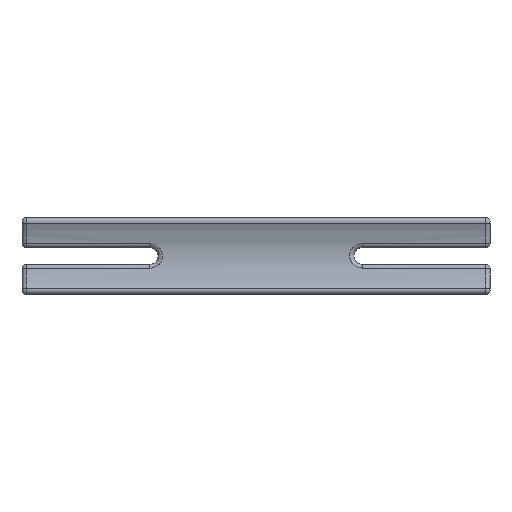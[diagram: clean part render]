
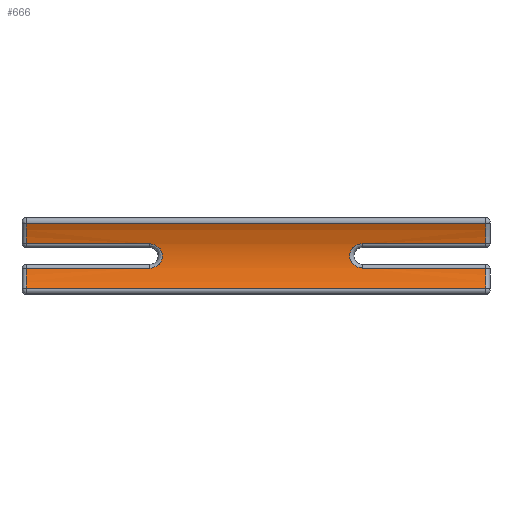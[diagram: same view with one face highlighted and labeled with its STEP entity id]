
A CAD part, top view. The second image highlights one B-rep face of the part: STEP entity #666.
In plain terms, the highlighted cylindrical face has radius 9 mm (diameter 18 mm), a partial arc.
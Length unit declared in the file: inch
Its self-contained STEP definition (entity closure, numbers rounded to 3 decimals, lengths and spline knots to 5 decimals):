
#359=FACE_OUTER_BOUND('',#1120,.T.);
#666=ADVANCED_FACE('',(#359),#943,.F.);
#943=CYLINDRICAL_SURFACE('',#4814,0.35433);
#1120=EDGE_LOOP('',(#2163,#2164,#2165,#2166,#2167,#2168,#2169,#2170,#2171,
#2172,#2173,#2174));
#1447=B_SPLINE_CURVE_WITH_KNOTS('',3,(#7917,#7918,#7919,#7920,#7921,#7922,
#7923,#7924,#7925,#7926,#7927,#7928,#7929,#7930,#7931,#7932,#7933,#7934,
#7935,#7936,#7937,#7938,#7939,#7940,#7941,#7942,#7943,#7944,#7945,#7946,
#7947),.UNSPECIFIED.,.F.,.F.,(4,3,3,3,3,3,3,3,3,3,4),(0.,0.038,
0.14812,0.25665,0.36215,0.46579,
0.56998,0.67589,0.78291,0.89086,1.),
 .UNSPECIFIED.);
#1448=B_SPLINE_CURVE_WITH_KNOTS('',3,(#7959,#7960,#7961,#7962,#7963,#7964,
#7965,#7966,#7967,#7968,#7969,#7970,#7971,#7972,#7973,#7974,#7975,#7976,
#7977,#7978,#7979,#7980,#7981,#7982,#7983,#7984,#7985,#7986,#7987,#7988,
#7989),.UNSPECIFIED.,.F.,.F.,(4,3,3,3,3,3,3,3,3,3,4),(0.,0.038,
0.14812,0.25665,0.36215,0.46579,
0.56998,0.67589,0.78291,0.89086,1.),
 .UNSPECIFIED.);
#1607=CIRCLE('',#4810,0.35433);
#1608=CIRCLE('',#4811,0.35433);
#1609=CIRCLE('',#4812,0.35433);
#1610=CIRCLE('',#4813,0.35433);
#2163=ORIENTED_EDGE('',*,*,#3887,.T.);
#2164=ORIENTED_EDGE('',*,*,#3888,.T.);
#2165=ORIENTED_EDGE('',*,*,#3889,.T.);
#2166=ORIENTED_EDGE('',*,*,#3890,.T.);
#2167=ORIENTED_EDGE('',*,*,#3891,.T.);
#2168=ORIENTED_EDGE('',*,*,#3892,.T.);
#2169=ORIENTED_EDGE('',*,*,#3893,.T.);
#2170=ORIENTED_EDGE('',*,*,#3894,.T.);
#2171=ORIENTED_EDGE('',*,*,#3895,.T.);
#2172=ORIENTED_EDGE('',*,*,#3896,.T.);
#2173=ORIENTED_EDGE('',*,*,#3897,.T.);
#2174=ORIENTED_EDGE('',*,*,#3898,.T.);
#3455=VERTEX_POINT('',#7913);
#3456=VERTEX_POINT('',#7914);
#3457=VERTEX_POINT('',#7916);
#3458=VERTEX_POINT('',#7948);
#3459=VERTEX_POINT('',#7950);
#3460=VERTEX_POINT('',#7952);
#3461=VERTEX_POINT('',#7954);
#3462=VERTEX_POINT('',#7956);
#3463=VERTEX_POINT('',#7958);
#3464=VERTEX_POINT('',#7990);
#3465=VERTEX_POINT('',#7992);
#3466=VERTEX_POINT('',#7994);
#3887=EDGE_CURVE('',#3455,#3456,#1607,.T.);
#3888=EDGE_CURVE('',#3456,#3457,#4445,.T.);
#3889=EDGE_CURVE('',#3457,#3458,#1447,.T.);
#3890=EDGE_CURVE('',#3458,#3459,#4446,.T.);
#3891=EDGE_CURVE('',#3459,#3460,#1608,.T.);
#3892=EDGE_CURVE('',#3460,#3461,#4447,.T.);
#3893=EDGE_CURVE('',#3461,#3462,#1609,.T.);
#3894=EDGE_CURVE('',#3462,#3463,#4448,.T.);
#3895=EDGE_CURVE('',#3463,#3464,#1448,.T.);
#3896=EDGE_CURVE('',#3464,#3465,#4449,.T.);
#3897=EDGE_CURVE('',#3465,#3466,#1610,.T.);
#3898=EDGE_CURVE('',#3466,#3455,#4450,.T.);
#4445=LINE('',#7915,#4637);
#4446=LINE('',#7949,#4638);
#4447=LINE('',#7953,#4639);
#4448=LINE('',#7957,#4640);
#4449=LINE('',#7991,#4641);
#4450=LINE('',#7995,#4642);
#4637=VECTOR('',#5573,1.);
#4638=VECTOR('',#5574,1.);
#4639=VECTOR('',#5577,1.);
#4640=VECTOR('',#5580,1.);
#4641=VECTOR('',#5581,1.);
#4642=VECTOR('',#5584,1.);
#4810=AXIS2_PLACEMENT_3D('',#7912,#5571,#5572);
#4811=AXIS2_PLACEMENT_3D('',#7951,#5575,#5576);
#4812=AXIS2_PLACEMENT_3D('',#7955,#5578,#5579);
#4813=AXIS2_PLACEMENT_3D('',#7993,#5582,#5583);
#4814=AXIS2_PLACEMENT_3D('',#7996,#5585,#5586);
#5571=DIRECTION('',(1.,0.,0.));
#5572=DIRECTION('',(0.,0.,1.));
#5573=DIRECTION('',(-1.,0.,0.));
#5574=DIRECTION('',(1.,0.,0.));
#5575=DIRECTION('',(1.,0.,0.));
#5576=DIRECTION('',(0.,0.,-1.));
#5577=DIRECTION('',(-1.,0.,0.));
#5578=DIRECTION('',(-1.,0.,0.));
#5579=DIRECTION('',(0.,0.,-1.));
#5580=DIRECTION('',(1.,0.,0.));
#5581=DIRECTION('',(-1.,0.,0.));
#5582=DIRECTION('',(-1.,0.,0.));
#5583=DIRECTION('',(0.,0.,1.));
#5584=DIRECTION('',(1.,0.,0.));
#5585=DIRECTION('',(-1.,0.,0.));
#5586=DIRECTION('',(0.,0.,1.));
#7912=CARTESIAN_POINT('',(1.06299,0.,0.36909));
#7913=CARTESIAN_POINT('',(1.06299,-0.14919,0.0477));
#7914=CARTESIAN_POINT('',(1.06299,-0.05595,0.01921));
#7915=CARTESIAN_POINT('',(1.08268,-0.05595,0.01921));
#7916=CARTESIAN_POINT('',(0.49213,-0.05595,0.01921));
#7917=CARTESIAN_POINT('',(0.49213,-0.05595,0.01921));
#7918=CARTESIAN_POINT('',(0.48982,-0.05595,0.01921));
#7919=CARTESIAN_POINT('',(0.48751,-0.05582,0.01919));
#7920=CARTESIAN_POINT('',(0.48521,-0.05556,0.01915));
#7921=CARTESIAN_POINT('',(0.47864,-0.05483,0.01903));
#7922=CARTESIAN_POINT('',(0.47211,-0.05301,0.01874));
#7923=CARTESIAN_POINT('',(0.46613,-0.05023,0.01834));
#7924=CARTESIAN_POINT('',(0.46023,-0.04749,0.01795));
#7925=CARTESIAN_POINT('',(0.45471,-0.04374,0.01744));
#7926=CARTESIAN_POINT('',(0.45003,-0.03924,0.01694));
#7927=CARTESIAN_POINT('',(0.44548,-0.03486,0.01646));
#7928=CARTESIAN_POINT('',(0.44161,-0.02964,0.01596));
#7929=CARTESIAN_POINT('',(0.43878,-0.02399,0.01558));
#7930=CARTESIAN_POINT('',(0.436,-0.01845,0.0152));
#7931=CARTESIAN_POINT('',(0.43415,-0.01232,0.01492));
#7932=CARTESIAN_POINT('',(0.43343,-0.00614,0.01482));
#7933=CARTESIAN_POINT('',(0.4327,0.00006,0.01471));
#7934=CARTESIAN_POINT('',(0.4331,0.00649,0.01477));
#7935=CARTESIAN_POINT('',(0.43458,0.01256,0.01499));
#7936=CARTESIAN_POINT('',(0.43608,0.01873,0.01521));
#7937=CARTESIAN_POINT('',(0.43873,0.0247,0.01559));
#7938=CARTESIAN_POINT('',(0.44226,0.02997,0.01603));
#7939=CARTESIAN_POINT('',(0.44582,0.03529,0.01648));
#7940=CARTESIAN_POINT('',(0.45037,0.04005,0.01701));
#7941=CARTESIAN_POINT('',(0.4555,0.04389,0.01749));
#7942=CARTESIAN_POINT('',(0.46067,0.04776,0.01798));
#7943=CARTESIAN_POINT('',(0.46657,0.05081,0.01842));
#7944=CARTESIAN_POINT('',(0.47272,0.05284,0.01873));
#7945=CARTESIAN_POINT('',(0.47893,0.05489,0.01903));
#7946=CARTESIAN_POINT('',(0.48557,0.05595,0.01921));
#7947=CARTESIAN_POINT('',(0.49213,0.05595,0.01921));
#7948=CARTESIAN_POINT('',(0.49213,0.05595,0.01921));
#7949=CARTESIAN_POINT('',(1.08268,0.05595,0.01921));
#7950=CARTESIAN_POINT('',(1.06299,0.05595,0.01921));
#7951=CARTESIAN_POINT('',(1.06299,0.,0.36909));
#7952=CARTESIAN_POINT('',(1.06299,0.14919,0.0477));
#7953=CARTESIAN_POINT('',(1.08268,0.14919,0.0477));
#7954=CARTESIAN_POINT('',(-1.06299,0.14919,0.0477));
#7955=CARTESIAN_POINT('',(-1.06299,0.,0.36909));
#7956=CARTESIAN_POINT('',(-1.06299,0.05595,0.01921));
#7957=CARTESIAN_POINT('',(1.08268,0.05595,0.01921));
#7958=CARTESIAN_POINT('',(-0.49213,0.05595,0.01921));
#7959=CARTESIAN_POINT('',(-0.49213,0.05595,0.01921));
#7960=CARTESIAN_POINT('',(-0.48982,0.05595,0.01921));
#7961=CARTESIAN_POINT('',(-0.48751,0.05582,0.01919));
#7962=CARTESIAN_POINT('',(-0.48521,0.05556,0.01915));
#7963=CARTESIAN_POINT('',(-0.47864,0.05483,0.01903));
#7964=CARTESIAN_POINT('',(-0.47211,0.05301,0.01874));
#7965=CARTESIAN_POINT('',(-0.46613,0.05023,0.01834));
#7966=CARTESIAN_POINT('',(-0.46023,0.04749,0.01795));
#7967=CARTESIAN_POINT('',(-0.45471,0.04374,0.01744));
#7968=CARTESIAN_POINT('',(-0.45003,0.03924,0.01694));
#7969=CARTESIAN_POINT('',(-0.44548,0.03486,0.01646));
#7970=CARTESIAN_POINT('',(-0.44161,0.02964,0.01596));
#7971=CARTESIAN_POINT('',(-0.43878,0.02399,0.01558));
#7972=CARTESIAN_POINT('',(-0.436,0.01845,0.0152));
#7973=CARTESIAN_POINT('',(-0.43415,0.01232,0.01492));
#7974=CARTESIAN_POINT('',(-0.43343,0.00614,0.01482));
#7975=CARTESIAN_POINT('',(-0.4327,-0.00006,0.01471));
#7976=CARTESIAN_POINT('',(-0.4331,-0.00649,0.01477));
#7977=CARTESIAN_POINT('',(-0.43458,-0.01256,0.01499));
#7978=CARTESIAN_POINT('',(-0.43608,-0.01873,0.01521));
#7979=CARTESIAN_POINT('',(-0.43873,-0.0247,0.01559));
#7980=CARTESIAN_POINT('',(-0.44226,-0.02997,0.01603));
#7981=CARTESIAN_POINT('',(-0.44582,-0.03529,0.01648));
#7982=CARTESIAN_POINT('',(-0.45037,-0.04005,0.01701));
#7983=CARTESIAN_POINT('',(-0.4555,-0.04389,0.01749));
#7984=CARTESIAN_POINT('',(-0.46067,-0.04776,0.01798));
#7985=CARTESIAN_POINT('',(-0.46657,-0.05081,0.01842));
#7986=CARTESIAN_POINT('',(-0.47272,-0.05284,0.01873));
#7987=CARTESIAN_POINT('',(-0.47893,-0.05489,0.01903));
#7988=CARTESIAN_POINT('',(-0.48557,-0.05595,0.01921));
#7989=CARTESIAN_POINT('',(-0.49213,-0.05595,0.01921));
#7990=CARTESIAN_POINT('',(-0.49213,-0.05595,0.01921));
#7991=CARTESIAN_POINT('',(1.08268,-0.05595,0.01921));
#7992=CARTESIAN_POINT('',(-1.06299,-0.05595,0.01921));
#7993=CARTESIAN_POINT('',(-1.06299,0.,0.36909));
#7994=CARTESIAN_POINT('',(-1.06299,-0.14919,0.0477));
#7995=CARTESIAN_POINT('',(1.08268,-0.14919,0.0477));
#7996=CARTESIAN_POINT('',(1.08268,0.,0.36909));
